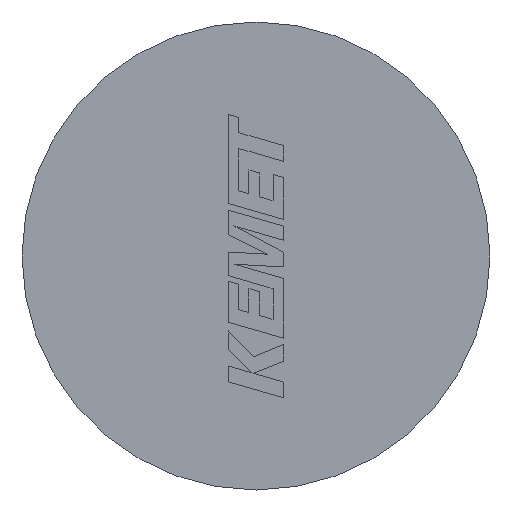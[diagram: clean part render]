
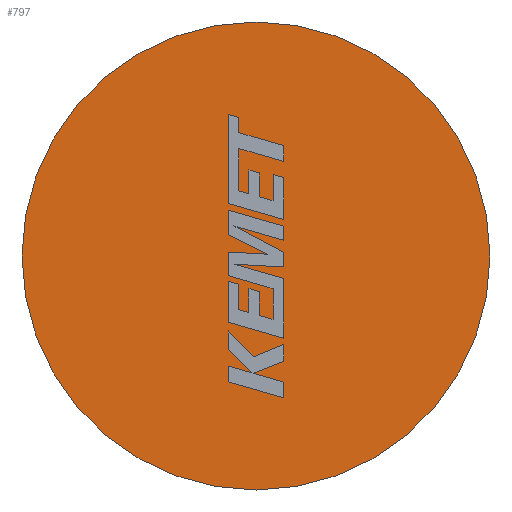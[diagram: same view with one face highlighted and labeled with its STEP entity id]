
A CAD part, left-side view. The second image highlights one B-rep face of the part: STEP entity #797.
In plain terms, the highlighted planar face has unit normal (-1, 0, 0).
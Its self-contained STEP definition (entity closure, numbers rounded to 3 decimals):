
#26 = AXIS2_PLACEMENT_3D ( 'NONE', #1125, #3122, #1406 ) ;
#330 = ORIENTED_EDGE ( 'NONE', *, *, #948, .F. ) ;
#621 = ORIENTED_EDGE ( 'NONE', *, *, #2279, .F. ) ;
#688 = FACE_OUTER_BOUND ( 'NONE', #3023, .T. ) ;
#693 = PLANE ( 'NONE',  #1495 ) ;
#726 = CARTESIAN_POINT ( 'NONE',  ( 0., 0., 0. ) ) ;
#797 = ADVANCED_FACE ( 'NONE', ( #688 ), #693, .F. ) ;
#948 = EDGE_CURVE ( 'NONE', #2217, #3498, #2834, .T. ) ;
#1004 = DIRECTION ( 'NONE',  ( 1., 0., 0. ) ) ;
#1109 = CARTESIAN_POINT ( 'NONE',  ( 0., 0., -3.4 ) ) ;
#1125 = CARTESIAN_POINT ( 'NONE',  ( 0., 0., 0. ) ) ;
#1336 = CARTESIAN_POINT ( 'NONE',  ( 0., 0., 0. ) ) ;
#1406 = DIRECTION ( 'NONE',  ( 0., 0., -1. ) ) ;
#1495 = AXIS2_PLACEMENT_3D ( 'NONE', #726, #3268, #3276 ) ;
#1876 = CARTESIAN_POINT ( 'NONE',  ( 0., 0., 3.4 ) ) ;
#2078 = CIRCLE ( 'NONE', #26, 3.4 ) ;
#2217 = VERTEX_POINT ( 'NONE', #1109 ) ;
#2279 = EDGE_CURVE ( 'NONE', #3498, #2217, #2078, .T. ) ;
#2834 = CIRCLE ( 'NONE', #3479, 3.4 ) ;
#3023 = EDGE_LOOP ( 'NONE', ( #621, #330 ) ) ;
#3122 = DIRECTION ( 'NONE',  ( 1., 0., 0. ) ) ;
#3268 = DIRECTION ( 'NONE',  ( 1., 0., 0. ) ) ;
#3276 = DIRECTION ( 'NONE',  ( 0., 0., -1. ) ) ;
#3284 = DIRECTION ( 'NONE',  ( 0., 0., -1. ) ) ;
#3479 = AXIS2_PLACEMENT_3D ( 'NONE', #1336, #1004, #3284 ) ;
#3498 = VERTEX_POINT ( 'NONE', #1876 ) ;
